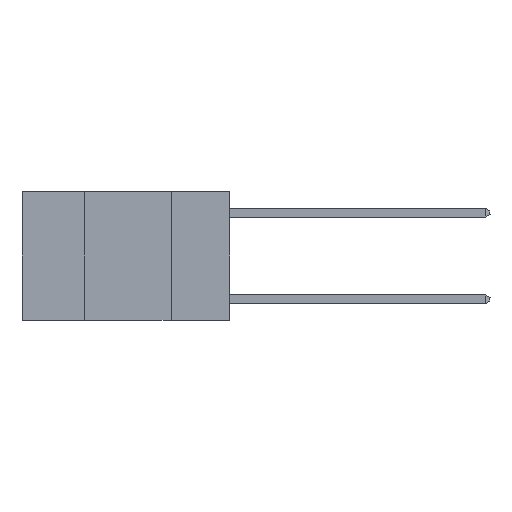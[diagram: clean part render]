
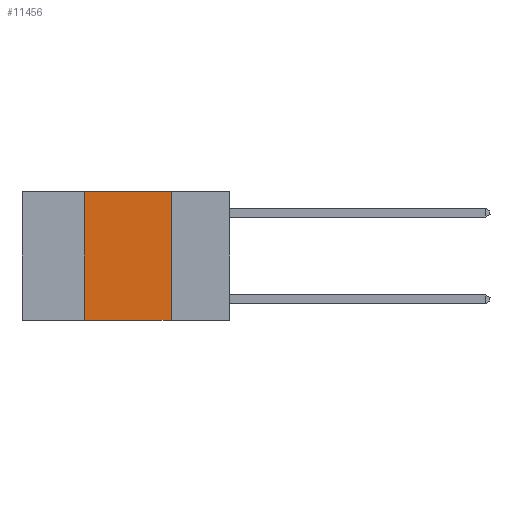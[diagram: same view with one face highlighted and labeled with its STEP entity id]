
A CAD part, left-side view. The second image highlights one B-rep face of the part: STEP entity #11456.
In plain terms, the highlighted planar face has unit normal (-1, 0, 0).
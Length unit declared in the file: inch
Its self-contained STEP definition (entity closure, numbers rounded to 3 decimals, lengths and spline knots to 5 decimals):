
#2318 = CARTESIAN_POINT ( 'NONE',  ( 0., 0.6, 0. ) ) ;
#2555 = DIRECTION ( 'NONE',  ( 1., 0., 0. ) ) ;
#3178 = CARTESIAN_POINT ( 'NONE',  ( 0., 0.42, 0. ) ) ;
#3227 = EDGE_LOOP ( 'NONE', ( #10407, #11063, #10818, #24019 ) ) ;
#3357 = EDGE_CURVE ( 'NONE', #24876, #17067, #9287, .T. ) ;
#3827 = LINE ( 'NONE', #19189, #24459 ) ;
#5638 = DIRECTION ( 'NONE',  ( 0., 0., -1. ) ) ;
#8916 = LINE ( 'NONE', #16608, #22738 ) ;
#9287 = LINE ( 'NONE', #24801, #15920 ) ;
#9617 = DIRECTION ( 'NONE',  ( 0., -1., 0. ) ) ;
#10407 = ORIENTED_EDGE ( 'NONE', *, *, #3357, .F. ) ;
#10740 = EDGE_CURVE ( 'NONE', #20885, #17067, #8916, .T. ) ;
#10818 = ORIENTED_EDGE ( 'NONE', *, *, #14377, .F. ) ;
#11063 = ORIENTED_EDGE ( 'NONE', *, *, #15604, .F. ) ;
#11456 = ADVANCED_FACE ( 'NONE', ( #12132 ), #19825, .F. ) ;
#12132 = FACE_OUTER_BOUND ( 'NONE', #3227, .T. ) ;
#12371 = DIRECTION ( 'NONE',  ( 0., 0., 1. ) ) ;
#12868 = LINE ( 'NONE', #3178, #15546 ) ;
#14377 = EDGE_CURVE ( 'NONE', #20885, #23433, #12868, .T. ) ;
#14404 = CARTESIAN_POINT ( 'NONE',  ( 0., 0.42, 0. ) ) ;
#15546 = VECTOR ( 'NONE', #12371, 39.37008 ) ;
#15604 = EDGE_CURVE ( 'NONE', #23433, #24876, #3827, .T. ) ;
#15920 = VECTOR ( 'NONE', #5638, 39.37008 ) ;
#16608 = CARTESIAN_POINT ( 'NONE',  ( 0., 0.6, -0.37 ) ) ;
#17067 = VERTEX_POINT ( 'NONE', #23853 ) ;
#17938 = DIRECTION ( 'NONE',  ( 0., 0., -1. ) ) ;
#17945 = AXIS2_PLACEMENT_3D ( 'NONE', #2318, #2555, #17938 ) ;
#18149 = CARTESIAN_POINT ( 'NONE',  ( 0., 0.42, -0.37 ) ) ;
#19189 = CARTESIAN_POINT ( 'NONE',  ( 0., 0.6, 0. ) ) ;
#19825 = PLANE ( 'NONE',  #17945 ) ;
#20885 = VERTEX_POINT ( 'NONE', #18149 ) ;
#22738 = VECTOR ( 'NONE', #23405, 39.37008 ) ;
#23405 = DIRECTION ( 'NONE',  ( 0., -1., 0. ) ) ;
#23433 = VERTEX_POINT ( 'NONE', #14404 ) ;
#23853 = CARTESIAN_POINT ( 'NONE',  ( 0., 0.17, -0.37 ) ) ;
#24019 = ORIENTED_EDGE ( 'NONE', *, *, #10740, .T. ) ;
#24459 = VECTOR ( 'NONE', #9617, 39.37008 ) ;
#24596 = CARTESIAN_POINT ( 'NONE',  ( 0., 0.17, 0. ) ) ;
#24801 = CARTESIAN_POINT ( 'NONE',  ( 0., 0.17, 0. ) ) ;
#24876 = VERTEX_POINT ( 'NONE', #24596 ) ;
